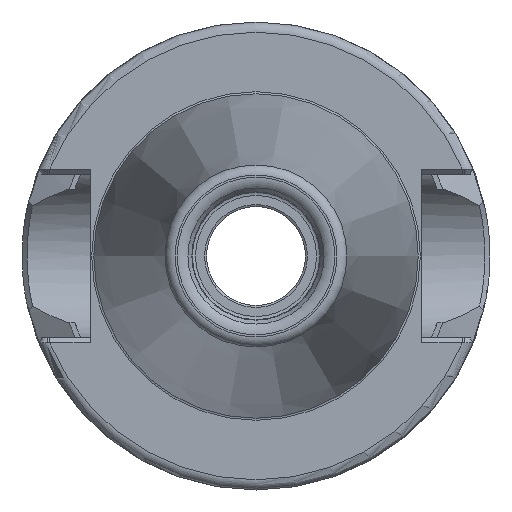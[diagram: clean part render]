
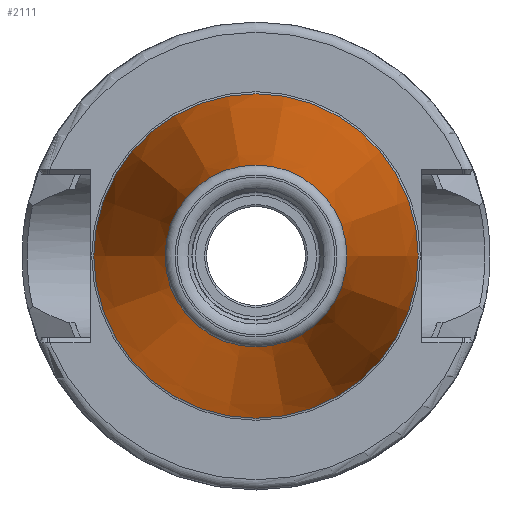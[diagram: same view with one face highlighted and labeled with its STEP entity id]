
A CAD part, left-side view. The second image highlights one B-rep face of the part: STEP entity #2111.
In plain terms, the highlighted conical face has half-angle 8.297 degrees and reference radius 12.445 mm.
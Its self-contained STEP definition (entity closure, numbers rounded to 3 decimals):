
#98=CONICAL_SURFACE('',#2330,12.445,0.145);
#249=FACE_OUTER_BOUND('',#368,.T.);
#368=EDGE_LOOP('',(#1736,#1737,#1738,#1739,#1740,#1741,#1742));
#487=LINE('',#4111,#583);
#583=VECTOR('',#2825,12.445);
#708=CIRCLE('',#2326,8.941);
#709=CIRCLE('',#2327,8.941);
#710=CIRCLE('',#2328,8.941);
#712=CIRCLE('',#2331,15.948);
#713=CIRCLE('',#2332,15.948);
#932=VERTEX_POINT('',#4099);
#933=VERTEX_POINT('',#4100);
#934=VERTEX_POINT('',#4102);
#935=VERTEX_POINT('',#4107);
#936=VERTEX_POINT('',#4108);
#1223=EDGE_CURVE('',#932,#933,#708,.T.);
#1224=EDGE_CURVE('',#934,#932,#709,.T.);
#1225=EDGE_CURVE('',#933,#934,#710,.T.);
#1227=EDGE_CURVE('',#935,#936,#712,.T.);
#1228=EDGE_CURVE('',#936,#935,#713,.T.);
#1229=EDGE_CURVE('',#936,#934,#487,.T.);
#1736=ORIENTED_EDGE('',*,*,#1227,.F.);
#1737=ORIENTED_EDGE('',*,*,#1228,.F.);
#1738=ORIENTED_EDGE('',*,*,#1229,.T.);
#1739=ORIENTED_EDGE('',*,*,#1224,.T.);
#1740=ORIENTED_EDGE('',*,*,#1223,.T.);
#1741=ORIENTED_EDGE('',*,*,#1225,.T.);
#1742=ORIENTED_EDGE('',*,*,#1229,.F.);
#2111=ADVANCED_FACE('',(#249),#98,.T.);
#2326=AXIS2_PLACEMENT_3D('',#4101,#2811,#2812);
#2327=AXIS2_PLACEMENT_3D('',#4103,#2813,#2814);
#2328=AXIS2_PLACEMENT_3D('',#4104,#2815,#2816);
#2330=AXIS2_PLACEMENT_3D('',#4106,#2819,#2820);
#2331=AXIS2_PLACEMENT_3D('',#4109,#2821,#2822);
#2332=AXIS2_PLACEMENT_3D('',#4110,#2823,#2824);
#2811=DIRECTION('center_axis',(1.,0.,0.));
#2812=DIRECTION('ref_axis',(0.,0.,-1.));
#2813=DIRECTION('center_axis',(1.,0.,0.));
#2814=DIRECTION('ref_axis',(0.,0.,-1.));
#2815=DIRECTION('center_axis',(1.,0.,0.));
#2816=DIRECTION('ref_axis',(0.,0.,-1.));
#2819=DIRECTION('center_axis',(1.,0.,0.));
#2820=DIRECTION('ref_axis',(0.,1.,0.));
#2821=DIRECTION('center_axis',(1.,0.,0.));
#2822=DIRECTION('ref_axis',(0.,0.,-1.));
#2823=DIRECTION('center_axis',(1.,0.,0.));
#2824=DIRECTION('ref_axis',(0.,0.,-1.));
#2825=DIRECTION('',(-0.99,0.144,0.));
#4099=CARTESIAN_POINT('',(-47.944,8.941,0.));
#4100=CARTESIAN_POINT('',(-47.944,0.,8.941));
#4101=CARTESIAN_POINT('Origin',(-47.944,0.,
0.));
#4102=CARTESIAN_POINT('',(-47.944,-8.941,0.));
#4103=CARTESIAN_POINT('Origin',(-47.944,0.,
0.));
#4104=CARTESIAN_POINT('Origin',(-47.944,0.,
0.));
#4106=CARTESIAN_POINT('Origin',(-23.922,0.,
0.));
#4107=CARTESIAN_POINT('',(0.1,15.948,0.));
#4108=CARTESIAN_POINT('',(0.1,-15.948,0.));
#4109=CARTESIAN_POINT('Origin',(0.1,0.,
0.));
#4110=CARTESIAN_POINT('Origin',(0.1,0.,
0.));
#4111=CARTESIAN_POINT('',(-23.922,-12.445,0.));
